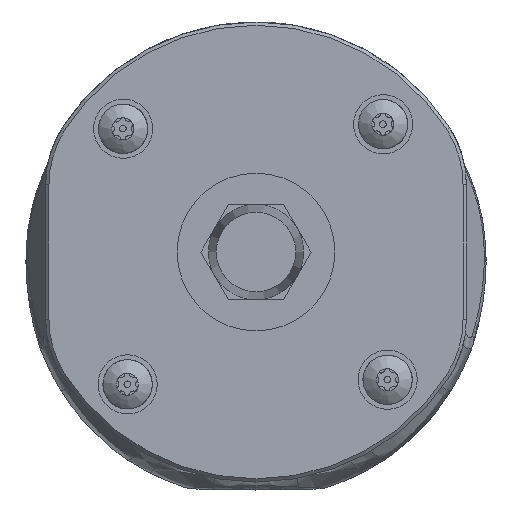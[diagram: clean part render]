
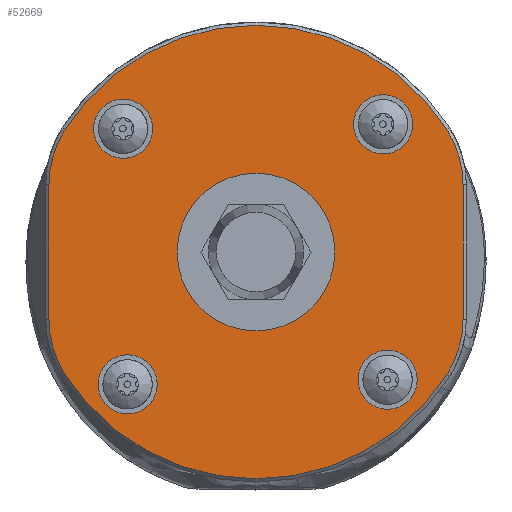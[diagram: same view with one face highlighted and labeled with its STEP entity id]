
A CAD part, front view. The second image highlights one B-rep face of the part: STEP entity #52669.
In plain terms, the highlighted planar face has unit normal (0, -1, 0).
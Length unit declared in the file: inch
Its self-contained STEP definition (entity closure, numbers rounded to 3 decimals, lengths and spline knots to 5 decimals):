
#1373 = EDGE_CURVE ( 'NONE', #71827, #71827, #62130, .T. ) ;
#1927 = DIRECTION ( 'NONE',  ( 0., 1., 0. ) ) ;
#2217 = CARTESIAN_POINT ( 'NONE',  ( 1.1438, -7.31756, -1.87737 ) ) ;
#2473 = CIRCLE ( 'NONE', #45514, 0.61024 ) ;
#2721 = EDGE_CURVE ( 'NONE', #72209, #72209, #5599, .T. ) ;
#2774 = CARTESIAN_POINT ( 'NONE',  ( 0., -7.31756, -1.14483 ) ) ;
#3836 = ORIENTED_EDGE ( 'NONE', *, *, #22936, .F. ) ;
#4446 = DIRECTION ( 'NONE',  ( 0., 0., 1. ) ) ;
#4672 = VERTEX_POINT ( 'NONE', #13124 ) ;
#5049 = CARTESIAN_POINT ( 'NONE',  ( -1.24016, -7.31756, -1.54826 ) ) ;
#5212 = DIRECTION ( 'NONE',  ( 0., 1., 0. ) ) ;
#5599 = CIRCLE ( 'NONE', #68366, 0.08858 ) ;
#5898 = CARTESIAN_POINT ( 'NONE',  ( 0., -7.31756, -1.50901 ) ) ;
#6039 = CARTESIAN_POINT ( 'NONE',  ( -1.24016, -7.31756, -1.54826 ) ) ;
#6765 = CARTESIAN_POINT ( 'NONE',  ( 0.76181, -7.31756, -0.46785 ) ) ;
#6796 = AXIS2_PLACEMENT_3D ( 'NONE', #40143, #28201, #63639 ) ;
#8792 = CIRCLE ( 'NONE', #70277, 1.35827 ) ;
#9091 = LINE ( 'NONE', #22170, #58984 ) ;
#11206 = EDGE_CURVE ( 'NONE', #15511, #20903, #36805, .T. ) ;
#13124 = CARTESIAN_POINT ( 'NONE',  ( 1.24016, -7.31756, -0.74141 ) ) ;
#13274 = CARTESIAN_POINT ( 'NONE',  ( 1.1438, -7.31756, -0.4123 ) ) ;
#13693 = EDGE_LOOP ( 'NONE', ( #54147, #72102, #39365, #31676, #3836, #31010, #54614, #17658 ) ) ;
#15203 = CARTESIAN_POINT ( 'NONE',  ( 0., -7.31756, -1.14483 ) ) ;
#15511 = VERTEX_POINT ( 'NONE', #70213 ) ;
#17658 = ORIENTED_EDGE ( 'NONE', *, *, #69512, .F. ) ;
#18956 = CARTESIAN_POINT ( 'NONE',  ( -0.76181, -7.31756, -0.37927 ) ) ;
#19344 = PLANE ( 'NONE',  #67487 ) ;
#20632 = VECTOR ( 'NONE', #58199, 39.37008 ) ;
#20903 = VERTEX_POINT ( 'NONE', #2217 ) ;
#21814 = VERTEX_POINT ( 'NONE', #42301 ) ;
#22170 = CARTESIAN_POINT ( 'NONE',  ( 1.24016, -7.31756, -0.74141 ) ) ;
#22207 = DIRECTION ( 'NONE',  ( 0., 0., 1. ) ) ;
#22936 = EDGE_CURVE ( 'NONE', #70789, #26070, #70691, .T. ) ;
#23996 = DIRECTION ( 'NONE',  ( 0., 0., -1. ) ) ;
#24760 = FACE_BOUND ( 'NONE', #66263, .T. ) ;
#26070 = VERTEX_POINT ( 'NONE', #49249 ) ;
#28095 = DIRECTION ( 'NONE',  ( 0., 1., 0. ) ) ;
#28201 = DIRECTION ( 'NONE',  ( 0., 1., 0. ) ) ;
#28203 = CIRCLE ( 'NONE', #63836, 0.36417 ) ;
#28313 = CIRCLE ( 'NONE', #52949, 0.08858 ) ;
#30136 = ORIENTED_EDGE ( 'NONE', *, *, #2721, .T. ) ;
#30270 = CARTESIAN_POINT ( 'NONE',  ( 0.76181, -7.31756, -1.9104 ) ) ;
#30290 = DIRECTION ( 'NONE',  ( 0., 1., 0. ) ) ;
#30641 = DIRECTION ( 'NONE',  ( 0., 1., 0. ) ) ;
#31010 = ORIENTED_EDGE ( 'NONE', *, *, #75754, .T. ) ;
#31272 = FACE_BOUND ( 'NONE', #60253, .T. ) ;
#31550 = DIRECTION ( 'NONE',  ( 0., 0., -1. ) ) ;
#31676 = ORIENTED_EDGE ( 'NONE', *, *, #44111, .F. ) ;
#33369 = DIRECTION ( 'NONE',  ( 0., 1., 0. ) ) ;
#33711 = DIRECTION ( 'NONE',  ( 0., 0., 1. ) ) ;
#36299 = FACE_BOUND ( 'NONE', #57586, .T. ) ;
#36398 = CARTESIAN_POINT ( 'NONE',  ( 0.76181, -7.31756, -1.99899 ) ) ;
#36805 = CIRCLE ( 'NONE', #58965, 0.61024 ) ;
#36950 = ORIENTED_EDGE ( 'NONE', *, *, #61152, .T. ) ;
#38099 = CIRCLE ( 'NONE', #66433, 0.61024 ) ;
#38952 = DIRECTION ( 'NONE',  ( 0., 0., 1. ) ) ;
#39048 = EDGE_LOOP ( 'NONE', ( #74837 ) ) ;
#39365 = ORIENTED_EDGE ( 'NONE', *, *, #66769, .F. ) ;
#39534 = CARTESIAN_POINT ( 'NONE',  ( -0.62992, -7.31756, -0.74141 ) ) ;
#39636 = DIRECTION ( 'NONE',  ( 0., 1., 0. ) ) ;
#40143 = CARTESIAN_POINT ( 'NONE',  ( 0., -7.31756, -1.14483 ) ) ;
#40389 = DIRECTION ( 'NONE',  ( 0., 0., -1. ) ) ;
#40921 = DIRECTION ( 'NONE',  ( 0., 1., 0. ) ) ;
#42231 = DIRECTION ( 'NONE',  ( 0., 0., 1. ) ) ;
#42301 = CARTESIAN_POINT ( 'NONE',  ( -1.1438, -7.31756, -1.87737 ) ) ;
#42824 = DIRECTION ( 'NONE',  ( 0., 1., 0. ) ) ;
#43998 = ORIENTED_EDGE ( 'NONE', *, *, #75368, .T. ) ;
#44111 = EDGE_CURVE ( 'NONE', #26070, #62839, #49855, .T. ) ;
#44855 = AXIS2_PLACEMENT_3D ( 'NONE', #39534, #33369, #22207 ) ;
#45514 = AXIS2_PLACEMENT_3D ( 'NONE', #74566, #5212, #4446 ) ;
#46387 = CIRCLE ( 'NONE', #56240, 0.08858 ) ;
#46624 = EDGE_LOOP ( 'NONE', ( #43998 ) ) ;
#48615 = FACE_BOUND ( 'NONE', #39048, .T. ) ;
#49249 = CARTESIAN_POINT ( 'NONE',  ( -1.1438, -7.31756, -0.4123 ) ) ;
#49347 = VERTEX_POINT ( 'NONE', #6039 ) ;
#49855 = CIRCLE ( 'NONE', #6796, 1.35827 ) ;
#50056 = CARTESIAN_POINT ( 'NONE',  ( -0.76181, -7.31756, -0.46785 ) ) ;
#51667 = LINE ( 'NONE', #5049, #20632 ) ;
#51896 = CARTESIAN_POINT ( 'NONE',  ( -1.24016, -7.31756, -0.74141 ) ) ;
#52669 = ADVANCED_FACE ( 'NONE', ( #24760, #31272, #36299, #48615, #55537, #72111 ), #19344, .F. ) ;
#52949 = AXIS2_PLACEMENT_3D ( 'NONE', #18956, #40921, #23996 ) ;
#54147 = ORIENTED_EDGE ( 'NONE', *, *, #11206, .F. ) ;
#54614 = ORIENTED_EDGE ( 'NONE', *, *, #67064, .F. ) ;
#55537 = FACE_BOUND ( 'NONE', #46624, .T. ) ;
#56240 = AXIS2_PLACEMENT_3D ( 'NONE', #74690, #39636, #40389 ) ;
#57586 = EDGE_LOOP ( 'NONE', ( #30136 ) ) ;
#58199 = DIRECTION ( 'NONE',  ( 0., 0., -1. ) ) ;
#58522 = DIRECTION ( 'NONE',  ( 0., 0., -1. ) ) ;
#58965 = AXIS2_PLACEMENT_3D ( 'NONE', #59104, #68613, #38952 ) ;
#58984 = VECTOR ( 'NONE', #33711, 39.37008 ) ;
#59104 = CARTESIAN_POINT ( 'NONE',  ( 0.62992, -7.31756, -1.54826 ) ) ;
#60253 = EDGE_LOOP ( 'NONE', ( #62199 ) ) ;
#61152 = EDGE_CURVE ( 'NONE', #72783, #72783, #28203, .T. ) ;
#61992 = CARTESIAN_POINT ( 'NONE',  ( -0.76181, -7.31756, -1.99899 ) ) ;
#62130 = CIRCLE ( 'NONE', #71953, 0.08858 ) ;
#62199 = ORIENTED_EDGE ( 'NONE', *, *, #67349, .T. ) ;
#62371 = VERTEX_POINT ( 'NONE', #50056 ) ;
#62839 = VERTEX_POINT ( 'NONE', #13274 ) ;
#63547 = CARTESIAN_POINT ( 'NONE',  ( 0., -7.31756, -1.14483 ) ) ;
#63639 = DIRECTION ( 'NONE',  ( 0., 0., 1. ) ) ;
#63836 = AXIS2_PLACEMENT_3D ( 'NONE', #63547, #28095, #58522 ) ;
#65745 = CARTESIAN_POINT ( 'NONE',  ( 0.62992, -7.31756, -0.74141 ) ) ;
#66098 = EDGE_CURVE ( 'NONE', #15511, #4672, #9091, .T. ) ;
#66263 = EDGE_LOOP ( 'NONE', ( #36950 ) ) ;
#66343 = DIRECTION ( 'NONE',  ( 0., 0., 1. ) ) ;
#66433 = AXIS2_PLACEMENT_3D ( 'NONE', #65745, #30290, #42231 ) ;
#66769 = EDGE_CURVE ( 'NONE', #62839, #4672, #38099, .T. ) ;
#67064 = EDGE_CURVE ( 'NONE', #21814, #49347, #2473, .T. ) ;
#67349 = EDGE_CURVE ( 'NONE', #62371, #62371, #28313, .T. ) ;
#67487 = AXIS2_PLACEMENT_3D ( 'NONE', #2774, #42824, #66343 ) ;
#68366 = AXIS2_PLACEMENT_3D ( 'NONE', #71252, #1927, #31550 ) ;
#68613 = DIRECTION ( 'NONE',  ( 0., 1., 0. ) ) ;
#69096 = DIRECTION ( 'NONE',  ( 0., 0., 1. ) ) ;
#69512 = EDGE_CURVE ( 'NONE', #20903, #21814, #8792, .T. ) ;
#70213 = CARTESIAN_POINT ( 'NONE',  ( 1.24016, -7.31756, -1.54826 ) ) ;
#70277 = AXIS2_PLACEMENT_3D ( 'NONE', #15203, #73735, #69096 ) ;
#70691 = CIRCLE ( 'NONE', #44855, 0.61024 ) ;
#70739 = DIRECTION ( 'NONE',  ( 0., 0., -1. ) ) ;
#70789 = VERTEX_POINT ( 'NONE', #51896 ) ;
#71252 = CARTESIAN_POINT ( 'NONE',  ( 0.76181, -7.31756, -0.37927 ) ) ;
#71827 = VERTEX_POINT ( 'NONE', #36398 ) ;
#71953 = AXIS2_PLACEMENT_3D ( 'NONE', #30270, #30641, #70739 ) ;
#72102 = ORIENTED_EDGE ( 'NONE', *, *, #66098, .T. ) ;
#72111 = FACE_OUTER_BOUND ( 'NONE', #13693, .T. ) ;
#72209 = VERTEX_POINT ( 'NONE', #6765 ) ;
#72783 = VERTEX_POINT ( 'NONE', #5898 ) ;
#73735 = DIRECTION ( 'NONE',  ( 0., 1., 0. ) ) ;
#74566 = CARTESIAN_POINT ( 'NONE',  ( -0.62992, -7.31756, -1.54826 ) ) ;
#74690 = CARTESIAN_POINT ( 'NONE',  ( -0.76181, -7.31756, -1.9104 ) ) ;
#74693 = VERTEX_POINT ( 'NONE', #61992 ) ;
#74837 = ORIENTED_EDGE ( 'NONE', *, *, #1373, .T. ) ;
#75368 = EDGE_CURVE ( 'NONE', #74693, #74693, #46387, .T. ) ;
#75754 = EDGE_CURVE ( 'NONE', #70789, #49347, #51667, .T. ) ;
